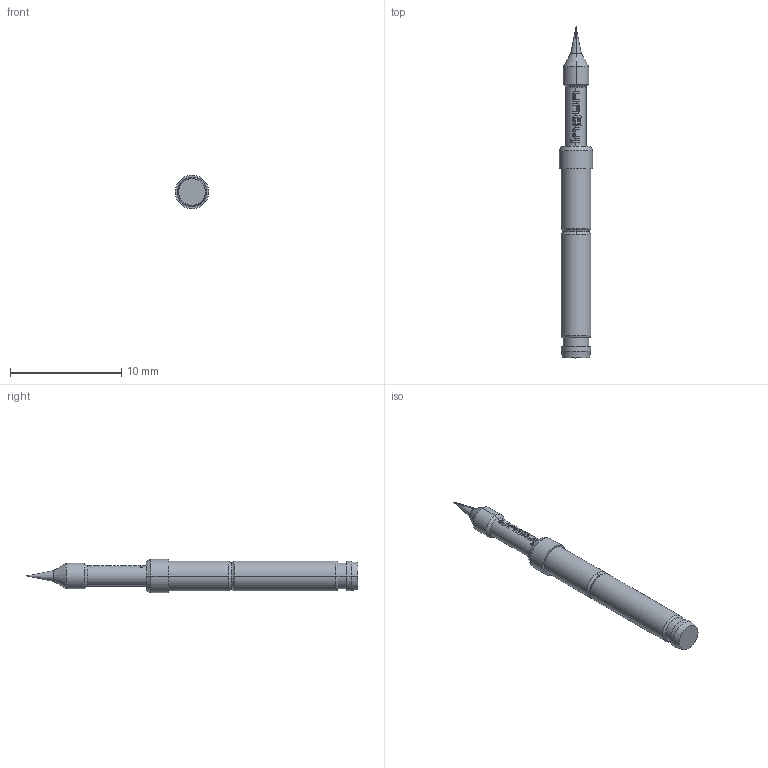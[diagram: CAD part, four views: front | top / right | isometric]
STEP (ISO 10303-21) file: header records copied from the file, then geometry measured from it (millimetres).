
FILE_DESCRIPTION (( 'STEP AP203' ), '1' );
FILE_NAME ('INGUN_GKS-113_215_100_A_xx02.STEP', '2020-10-28T07:53:54', ( '' ), ( '' ), 'SwSTEP 2.0', 'SolidWorks 2018', '' );
FILE_SCHEMA (( 'CONFIG_CONTROL_DESIGN' ));
Length unit declared in the file: millimetre
Products named in the file (1): INGUN_GKS-113_215_100_A_xx02
Bounding box: 3 x 29.8 x 3 mm (x, y, z)
Volume: 129.9 mm3; surface area: 226.3 mm2
Topology: 1 solids, 1 shells, 108 faces, 289 edges, 185 vertices
Faces by surface type: bspline 62, cylinder 26, cone 10, torus 6, plane 4
Entity records: 4632 total; most frequent: CARTESIAN_POINT 2423, ORIENTED_EDGE 574, EDGE_CURVE 287, DIRECTION 225, B_SPLINE_CURVE_WITH_KNOTS 204, VERTEX_POINT 185, EDGE_LOOP 112, ADVANCED_FACE 108
